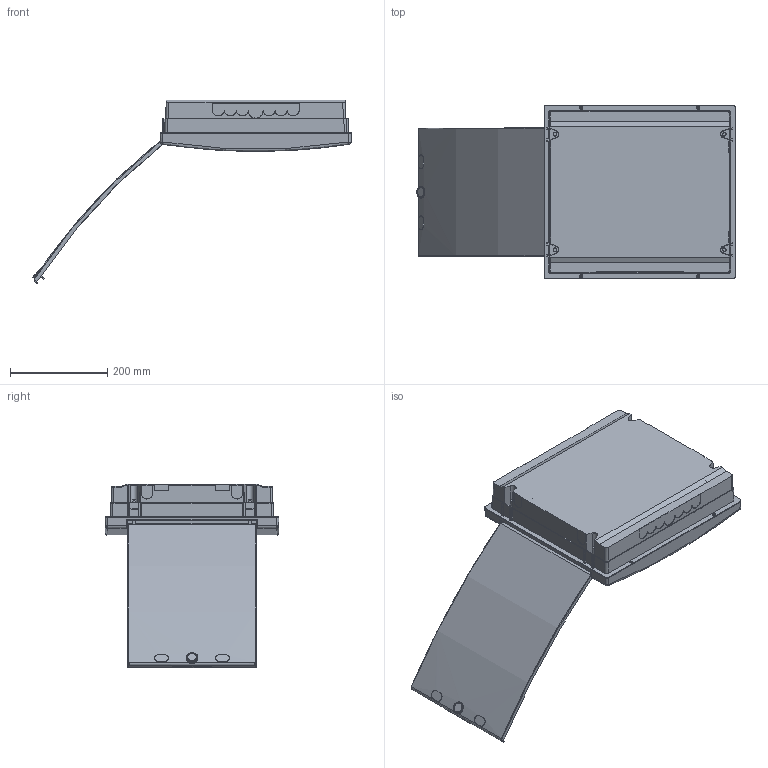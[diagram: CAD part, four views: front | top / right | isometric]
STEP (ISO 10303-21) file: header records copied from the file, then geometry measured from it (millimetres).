
FILE_DESCRIPTION(/* description */ ('Unknown'),/* implementation_level */ '2;1');
FILE_NAME(/* name */ 'ECM_2x18_PO_Media_Empty',/* time_stamp */ '2020-05-21T14:48:41+02:00',/* author */ ('Unknown'),/* organization */ ('Unknown'),/* preprocessor_version */ 'ST-DEVELOPER v16.7',/* originating_system */ 'DEX',/* authorisation */ $);
FILE_SCHEMA (('AUTOMOTIVE_DESIGN {1 0 10303 214 3 1 1}'));
Length unit declared in the file: millimetre
Products named in the file (6): ECM_2x18_PO_Media_Empty; Front_ECM_2x18; Door_ECM_2x18; Bottom_ECM_2x18; Screw_M4x16; ETI LOGO
Assembly tree (8 placements, depth 2):
  ECM_2x18_PO_Media_Empty
    Front_ECM_2x18
    Door_ECM_2x18
    Bottom_ECM_2x18
    Screw_M4x16  x4
    ETI LOGO
Bounding box: 653.58 x 356.96 x 377.4 mm (x, y, z)
Volume: 1027591.2 mm3; surface area: 959860.2 mm2
Topology: 10 solids, 10 shells, 792 faces, 2095 edges, 1375 vertices
Faces by surface type: plane 520, cylinder 143, cone 93, bspline 16, sphere 12, torus 8
Full cylindrical faces by diameter (mm): 4 x8, 8 x4
Entity records: 24563 total; most frequent: CARTESIAN_POINT 4886, ORIENTED_EDGE 3648, DIRECTION 3438, EDGE_CURVE 1824, LINE 1290, VECTOR 1290, VERTEX_POINT 1228, AXIS2_PLACEMENT_3D 1074
